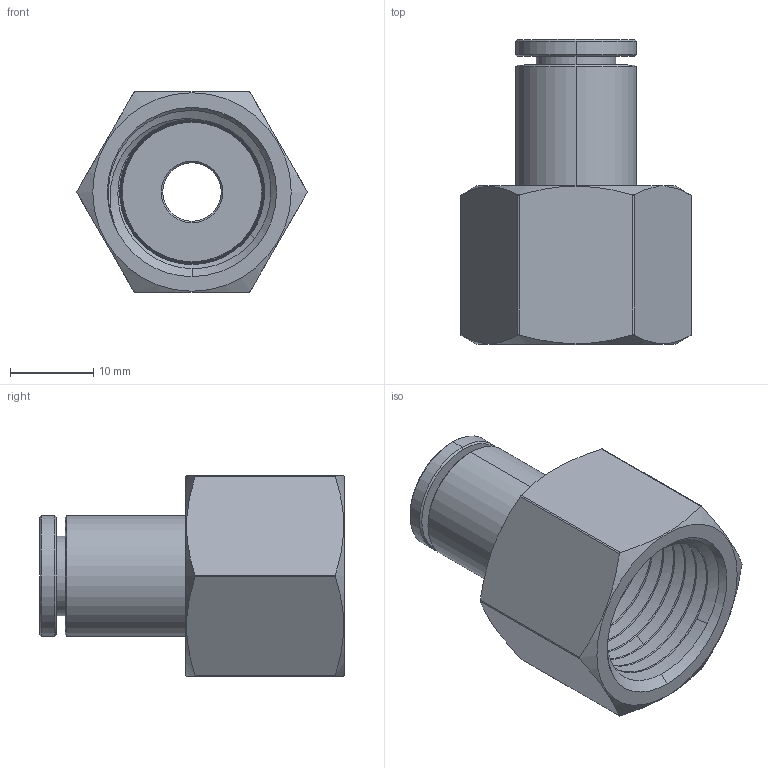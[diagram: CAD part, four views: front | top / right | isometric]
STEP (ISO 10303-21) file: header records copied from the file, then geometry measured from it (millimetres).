
FILE_DESCRIPTION (( 'STEP AP203' ), '1' );
FILE_NAME ('FCS8R1-2W.step', '2016-12-28T23:48:50', ( '' ), ( '' ), 'SwSTEP 2.0', 'SolidWorks 2016', '' );
FILE_SCHEMA (( 'CONFIG_CONTROL_DESIGN' ));
Length unit declared in the file: millimetre
Products named in the file (1): FCS8R1-2W
Bounding box: 27.65 x 36.55 x 24 mm (x, y, z)
Volume: 6877.5 mm3; surface area: 6996.7 mm2
Topology: 5 solids, 5 shells, 392 faces, 1103 edges, 725 vertices
Faces by surface type: plane 152, cone 136, cylinder 60, bspline 44
Entity records: 18819 total; most frequent: CARTESIAN_POINT 9417, ORIENTED_EDGE 2206, DIRECTION 1645, EDGE_CURVE 1103, VERTEX_POINT 725, AXIS2_PLACEMENT_3D 676, B_SPLINE_CURVE_WITH_KNOTS 483, EDGE_LOOP 406
